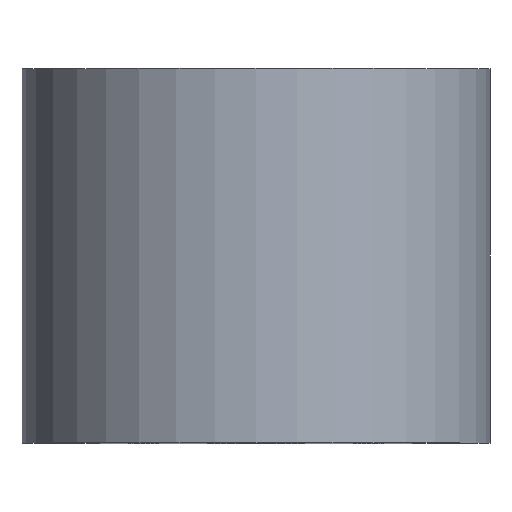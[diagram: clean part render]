
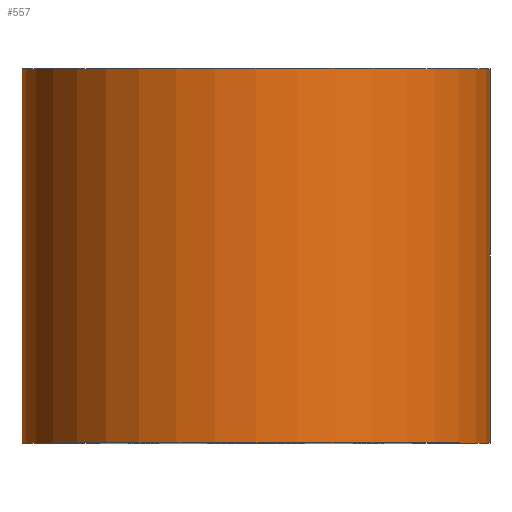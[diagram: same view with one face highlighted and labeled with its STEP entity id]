
A CAD part, top view. The second image highlights one B-rep face of the part: STEP entity #557.
In plain terms, the highlighted cylindrical face has radius 23.812 mm (diameter 47.625 mm), a full revolution.
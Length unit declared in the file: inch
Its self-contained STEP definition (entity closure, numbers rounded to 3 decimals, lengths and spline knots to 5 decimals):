
#525=CARTESIAN_POINT('',(0.9375,-0.75,0.));
#526=VERTEX_POINT('',#525);
#527=CARTESIAN_POINT('',(0.,-0.75,0.));
#528=DIRECTION('',(0.,1.,0.));
#529=DIRECTION('',(1.,0.,0.));
#530=AXIS2_PLACEMENT_3D('',#527,#528,#529);
#531=CIRCLE('',#530,0.9375);
#532=EDGE_CURVE('',#526,#526,#531,.T.);
#533=ORIENTED_EDGE('',*,*,#532,.T.);
#534=CARTESIAN_POINT('',(0.9375,0.75,0.));
#535=VERTEX_POINT('',#534);
#536=CARTESIAN_POINT('',(0.9375,0.,0.));
#537=DIRECTION('',(0.,-1.,0.));
#538=VECTOR('',#537,0.9375);
#539=LINE('',#536,#538);
#540=EDGE_CURVE('',#535,#526,#539,.T.);
#541=ORIENTED_EDGE('',*,*,#540,.F.);
#542=CARTESIAN_POINT('',(0.,0.75,0.));
#543=DIRECTION('',(0.,-1.,0.));
#544=DIRECTION('',(1.,0.,0.));
#545=AXIS2_PLACEMENT_3D('',#542,#543,#544);
#546=CIRCLE('',#545,0.9375);
#547=EDGE_CURVE('',#535,#535,#546,.T.);
#548=ORIENTED_EDGE('',*,*,#547,.T.);
#549=ORIENTED_EDGE('',*,*,#540,.T.);
#550=EDGE_LOOP('',(#533,#541,#548,#549));
#551=FACE_OUTER_BOUND('',#550,.T.);
#552=CARTESIAN_POINT('',(0.,0.,0.));
#553=DIRECTION('',(0.,-1.,0.));
#554=DIRECTION('',(1.,0.,0.));
#555=AXIS2_PLACEMENT_3D('',#552,#553,#554);
#556=CYLINDRICAL_SURFACE('',#555,0.9375);
#557=ADVANCED_FACE('',(#551),#556,.T.);
